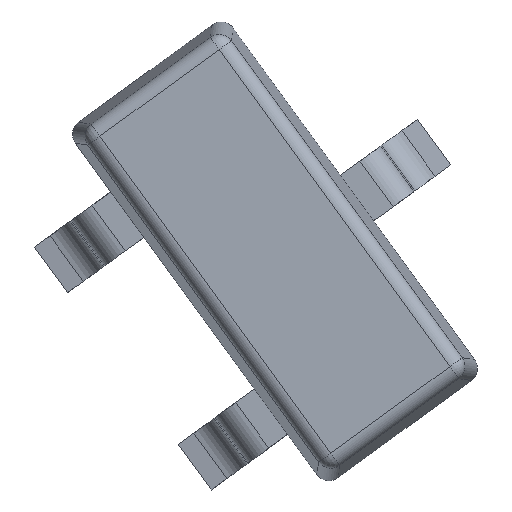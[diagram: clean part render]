
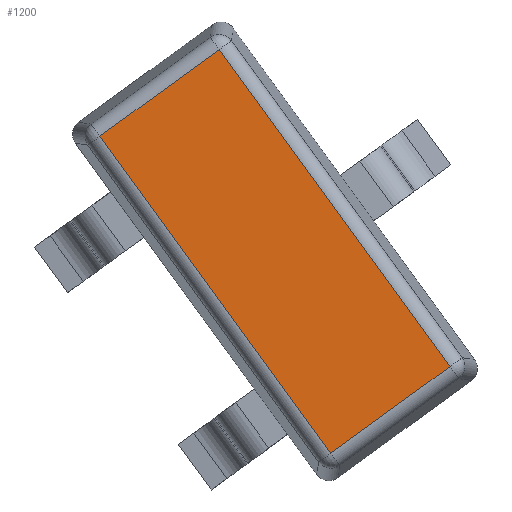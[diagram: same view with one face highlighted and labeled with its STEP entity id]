
A CAD part, front view. The second image highlights one B-rep face of the part: STEP entity #1200.
In plain terms, the highlighted planar face has unit normal (0, -1, 0).
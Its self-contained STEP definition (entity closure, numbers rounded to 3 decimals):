
#350=ORIENTED_EDGE('',*,*,#586,.T.);
#351=ORIENTED_EDGE('',*,*,#587,.T.);
#352=ORIENTED_EDGE('',*,*,#588,.T.);
#353=ORIENTED_EDGE('',*,*,#589,.T.);
#586=EDGE_CURVE('',#722,#723,#838,.F.);
#587=EDGE_CURVE('',#723,#724,#839,.F.);
#588=EDGE_CURVE('',#724,#725,#840,.F.);
#589=EDGE_CURVE('',#725,#722,#841,.F.);
#722=VERTEX_POINT('',#2015);
#723=VERTEX_POINT('',#2016);
#724=VERTEX_POINT('',#2018);
#725=VERTEX_POINT('',#2020);
#838=LINE('',#2014,#958);
#839=LINE('',#2017,#959);
#840=LINE('',#2019,#960);
#841=LINE('',#2021,#961);
#958=VECTOR('',#1621,1000.);
#959=VECTOR('',#1622,1000.);
#960=VECTOR('',#1623,1000.);
#961=VECTOR('',#1624,1000.);
#1020=EDGE_LOOP('',(#350,#351,#352,#353));
#1092=FACE_BOUND('',#1020,.T.);
#1152=PLANE('',#1324);
#1200=ADVANCED_FACE('',(#1092),#1152,.T.);
#1324=AXIS2_PLACEMENT_3D('',#2013,#1619,#1620);
#1619=DIRECTION('',(0.,-1.,0.));
#1620=DIRECTION('',(0.,0.,-1.));
#1621=DIRECTION('',(-1.,0.,0.));
#1622=DIRECTION('',(0.,0.,-1.));
#1623=DIRECTION('',(1.,0.,0.));
#1624=DIRECTION('',(0.,0.,1.));
#2013=CARTESIAN_POINT('',(-1.465,-0.575,0.65));
#2014=CARTESIAN_POINT('',(1.394,-0.575,-0.491));
#2015=CARTESIAN_POINT('',(-1.306,-0.575,-0.491));
#2016=CARTESIAN_POINT('',(1.306,-0.575,-0.491));
#2017=CARTESIAN_POINT('',(1.306,-0.575,0.579));
#2018=CARTESIAN_POINT('',(1.306,-0.575,0.491));
#2019=CARTESIAN_POINT('',(-1.394,-0.575,0.491));
#2020=CARTESIAN_POINT('',(-1.306,-0.575,0.491));
#2021=CARTESIAN_POINT('',(-1.306,-0.575,-0.579));
